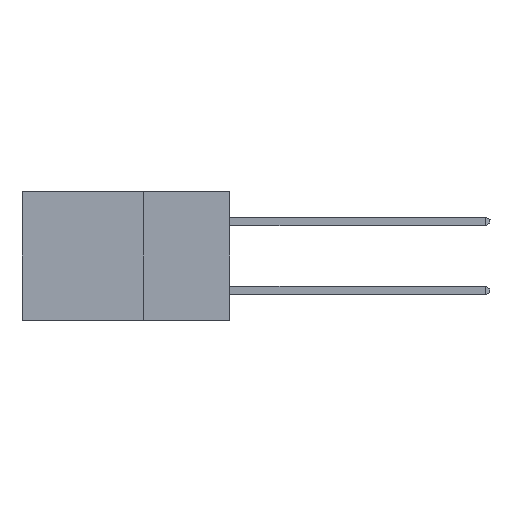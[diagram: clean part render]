
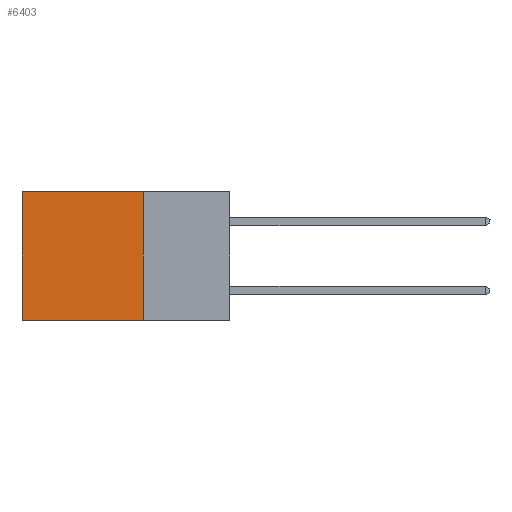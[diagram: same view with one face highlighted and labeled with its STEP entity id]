
A CAD part, left-side view. The second image highlights one B-rep face of the part: STEP entity #6403.
In plain terms, the highlighted planar face has unit normal (-1, 0, 0).
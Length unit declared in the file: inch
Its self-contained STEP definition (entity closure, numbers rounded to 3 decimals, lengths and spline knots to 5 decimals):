
#7 = LINE ( 'NONE', #543, #9368 ) ;
#352 = ORIENTED_EDGE ( 'NONE', *, *, #10274, .T. ) ;
#462 = CARTESIAN_POINT ( 'NONE',  ( 0.298, 0.25, 0. ) ) ;
#543 = CARTESIAN_POINT ( 'NONE',  ( 0.298, 0.6, 0. ) ) ;
#594 = PLANE ( 'NONE',  #7095 ) ;
#672 = CARTESIAN_POINT ( 'NONE',  ( 0.298, 0.25, -0.37 ) ) ;
#1201 = DIRECTION ( 'NONE',  ( 0., 0., -1. ) ) ;
#1570 = LINE ( 'NONE', #9214, #10948 ) ;
#1592 = EDGE_CURVE ( 'NONE', #11217, #8762, #1570, .T. ) ;
#2145 = CARTESIAN_POINT ( 'NONE',  ( 0.298, 0.25, 0. ) ) ;
#2329 = ORIENTED_EDGE ( 'NONE', *, *, #1592, .T. ) ;
#2330 = DIRECTION ( 'NONE',  ( 0., 0., -1. ) ) ;
#2843 = DIRECTION ( 'NONE',  ( 0., 1., 0. ) ) ;
#3407 = VECTOR ( 'NONE', #2843, 39.37008 ) ;
#3771 = CARTESIAN_POINT ( 'NONE',  ( 0.298, 0.25, -0.37 ) ) ;
#4065 = ORIENTED_EDGE ( 'NONE', *, *, #9143, .F. ) ;
#4869 = ORIENTED_EDGE ( 'NONE', *, *, #9668, .F. ) ;
#5373 = VECTOR ( 'NONE', #1201, 39.37008 ) ;
#5638 = DIRECTION ( 'NONE',  ( 0., 1., 0. ) ) ;
#5871 = DIRECTION ( 'NONE',  ( 0., 0., -1. ) ) ;
#6094 = EDGE_LOOP ( 'NONE', ( #352, #4869, #4065, #2329 ) ) ;
#6403 = ADVANCED_FACE ( 'NONE', ( #7016 ), #594, .F. ) ;
#7016 = FACE_OUTER_BOUND ( 'NONE', #6094, .T. ) ;
#7095 = AXIS2_PLACEMENT_3D ( 'NONE', #9691, #8724, #2330 ) ;
#7655 = VERTEX_POINT ( 'NONE', #9463 ) ;
#8724 = DIRECTION ( 'NONE',  ( 1., 0., 0. ) ) ;
#8762 = VERTEX_POINT ( 'NONE', #10525 ) ;
#9143 = EDGE_CURVE ( 'NONE', #11217, #9924, #10818, .T. ) ;
#9214 = CARTESIAN_POINT ( 'NONE',  ( 0.298, 0.25, 0. ) ) ;
#9368 = VECTOR ( 'NONE', #5871, 39.37008 ) ;
#9463 = CARTESIAN_POINT ( 'NONE',  ( 0.298, 0.6, -0.37 ) ) ;
#9541 = LINE ( 'NONE', #3771, #3407 ) ;
#9668 = EDGE_CURVE ( 'NONE', #9924, #7655, #9541, .T. ) ;
#9691 = CARTESIAN_POINT ( 'NONE',  ( 0.298, 0.25, 0. ) ) ;
#9924 = VERTEX_POINT ( 'NONE', #672 ) ;
#10274 = EDGE_CURVE ( 'NONE', #8762, #7655, #7, .T. ) ;
#10525 = CARTESIAN_POINT ( 'NONE',  ( 0.298, 0.6, 0. ) ) ;
#10818 = LINE ( 'NONE', #2145, #5373 ) ;
#10948 = VECTOR ( 'NONE', #5638, 39.37008 ) ;
#11217 = VERTEX_POINT ( 'NONE', #462 ) ;
